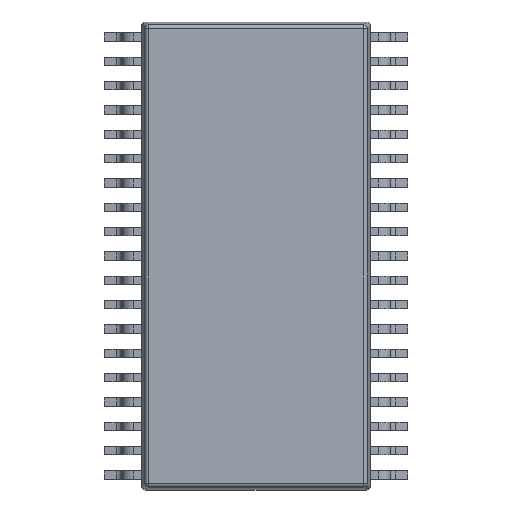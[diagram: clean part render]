
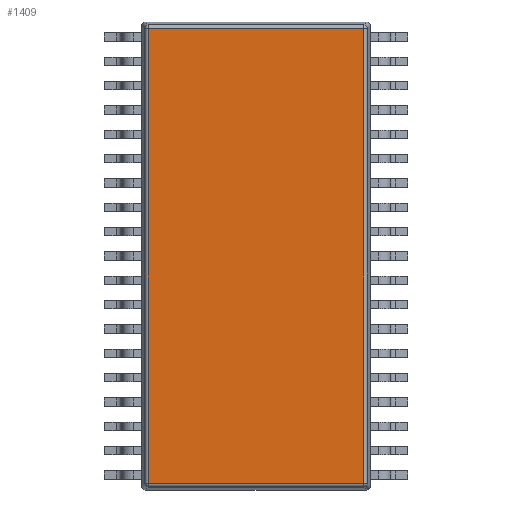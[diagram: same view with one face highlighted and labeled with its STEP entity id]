
A CAD part, top view. The second image highlights one B-rep face of the part: STEP entity #1409.
In plain terms, the highlighted face is planar.
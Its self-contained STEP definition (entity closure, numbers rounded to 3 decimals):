
#622=DIRECTION('',(0.,0.,1.));
#623=VECTOR('',#622,12.147);
#624=CARTESIAN_POINT('',(-2.873,0.45,-6.073));
#625=LINE('',#624,#623);
#629=DIRECTION('',(-1.,0.,0.));
#630=VECTOR('',#629,5.747);
#631=CARTESIAN_POINT('',(2.873,0.45,-6.073));
#632=LINE('',#631,#630);
#636=DIRECTION('',(0.,0.,-1.));
#637=VECTOR('',#636,12.147);
#638=CARTESIAN_POINT('',(2.873,0.45,6.073));
#639=LINE('',#638,#637);
#643=DIRECTION('',(1.,0.,0.));
#644=VECTOR('',#643,5.747);
#645=CARTESIAN_POINT('',(-2.873,0.45,6.073));
#646=LINE('',#645,#644);
#795=CARTESIAN_POINT('',(-2.873,0.45,-6.073));
#796=CARTESIAN_POINT('',(-2.873,0.45,6.073));
#797=VERTEX_POINT('',#795);
#798=VERTEX_POINT('',#796);
#803=CARTESIAN_POINT('',(2.873,0.45,6.073));
#804=CARTESIAN_POINT('',(2.873,0.45,-6.073));
#805=VERTEX_POINT('',#803);
#806=VERTEX_POINT('',#804);
#1398=CARTESIAN_POINT('',(0.,0.45,0.));
#1399=DIRECTION('',(0.,1.,0.));
#1400=DIRECTION('',(1.,0.,0.));
#1401=AXIS2_PLACEMENT_3D('',#1398,#1399,#1400);
#1402=PLANE('',#1401);
#1403=ORIENTED_EDGE('',*,*,#1322,.F.);
#1404=ORIENTED_EDGE('',*,*,#1389,.F.);
#1405=ORIENTED_EDGE('',*,*,#1231,.F.);
#1406=ORIENTED_EDGE('',*,*,#1260,.F.);
#1407=EDGE_LOOP('',(#1403,#1404,#1405,#1406));
#1408=FACE_OUTER_BOUND('',#1407,.F.);
#1409=ADVANCED_FACE('',(#1408),#1402,.T.);
#1231=EDGE_CURVE('',#805,#806,#639,.T.);
#1260=EDGE_CURVE('',#798,#805,#646,.T.);
#1322=EDGE_CURVE('',#797,#798,#625,.T.);
#1389=EDGE_CURVE('',#806,#797,#632,.T.);
